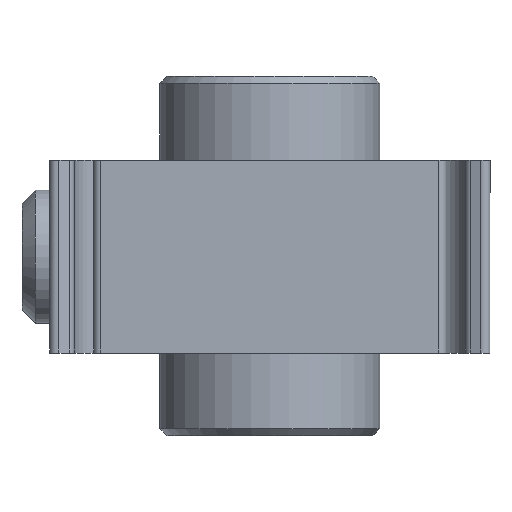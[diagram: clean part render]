
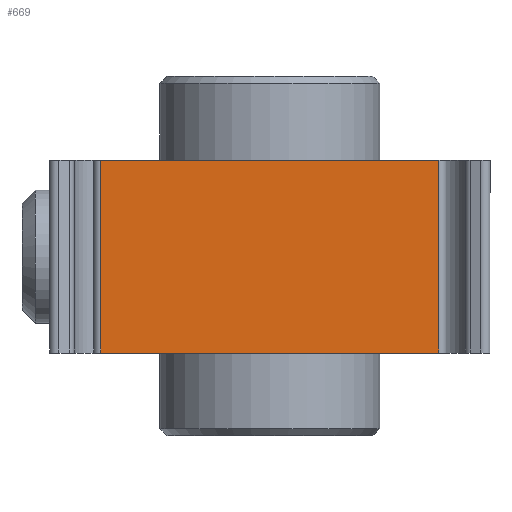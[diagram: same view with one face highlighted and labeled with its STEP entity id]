
A CAD part, front view. The second image highlights one B-rep face of the part: STEP entity #669.
In plain terms, the highlighted planar face has unit normal (0, -1, 0).
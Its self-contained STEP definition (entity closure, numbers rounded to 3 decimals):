
#76 = VERTEX_POINT ( 'NONE', #3078 ) ;
#140 = VERTEX_POINT ( 'NONE', #1791 ) ;
#374 = AXIS2_PLACEMENT_3D ( 'NONE', #2417, #3799, #2437 ) ;
#448 = ORIENTED_EDGE ( 'NONE', *, *, #990, .T. ) ;
#553 = VERTEX_POINT ( 'NONE', #1687 ) ;
#615 = VECTOR ( 'NONE', #972, 1000. ) ;
#669 = ADVANCED_FACE ( 'NONE', ( #2596 ), #1895, .F. ) ;
#725 = ORIENTED_EDGE ( 'NONE', *, *, #3579, .T. ) ;
#824 = ORIENTED_EDGE ( 'NONE', *, *, #2188, .F. ) ;
#972 = DIRECTION ( 'NONE',  ( 0., 0., -1. ) ) ;
#990 = EDGE_CURVE ( 'NONE', #2674, #140, #3149, .T. ) ;
#1021 = ORIENTED_EDGE ( 'NONE', *, *, #3225, .F. ) ;
#1452 = LINE ( 'NONE', #3381, #2195 ) ;
#1456 = CARTESIAN_POINT ( 'NONE',  ( -13.88, -15.278, 40.912 ) ) ;
#1496 = VECTOR ( 'NONE', #2645, 1000. ) ;
#1687 = CARTESIAN_POINT ( 'NONE',  ( -13.88, -15.278, 22.512 ) ) ;
#1791 = CARTESIAN_POINT ( 'NONE',  ( -13.88, -15.278, 15.512 ) ) ;
#1895 = PLANE ( 'NONE',  #374 ) ;
#2188 = EDGE_CURVE ( 'NONE', #553, #140, #3096, .T. ) ;
#2195 = VECTOR ( 'NONE', #3395, 1000. ) ;
#2202 = CARTESIAN_POINT ( 'NONE',  ( -26.174, -15.278, 40.912 ) ) ;
#2316 = EDGE_LOOP ( 'NONE', ( #1021, #725, #448, #824 ) ) ;
#2417 = CARTESIAN_POINT ( 'NONE',  ( -13.88, -15.278, 40.912 ) ) ;
#2437 = DIRECTION ( 'NONE',  ( 0., 0., 1. ) ) ;
#2596 = FACE_OUTER_BOUND ( 'NONE', #2316, .T. ) ;
#2645 = DIRECTION ( 'NONE',  ( 1., 0., 0. ) ) ;
#2674 = VERTEX_POINT ( 'NONE', #3570 ) ;
#2812 = VECTOR ( 'NONE', #3438, 1000. ) ;
#2903 = CARTESIAN_POINT ( 'NONE',  ( -13.88, -15.278, 15.512 ) ) ;
#3078 = CARTESIAN_POINT ( 'NONE',  ( -26.174, -15.278, 22.512 ) ) ;
#3096 = LINE ( 'NONE', #1456, #615 ) ;
#3149 = LINE ( 'NONE', #2903, #1496 ) ;
#3225 = EDGE_CURVE ( 'NONE', #76, #553, #1452, .T. ) ;
#3381 = CARTESIAN_POINT ( 'NONE',  ( 0., -15.278, 22.512 ) ) ;
#3395 = DIRECTION ( 'NONE',  ( 1., 0., 0. ) ) ;
#3438 = DIRECTION ( 'NONE',  ( 0., 0., -1. ) ) ;
#3552 = LINE ( 'NONE', #2202, #2812 ) ;
#3570 = CARTESIAN_POINT ( 'NONE',  ( -26.174, -15.278, 15.512 ) ) ;
#3579 = EDGE_CURVE ( 'NONE', #76, #2674, #3552, .T. ) ;
#3799 = DIRECTION ( 'NONE',  ( 0., 1., 0. ) ) ;
